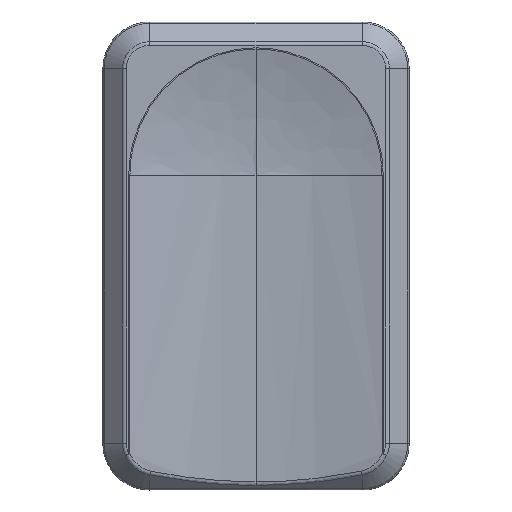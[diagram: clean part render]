
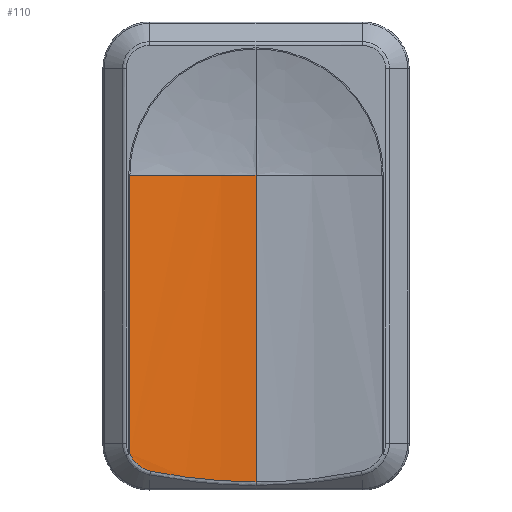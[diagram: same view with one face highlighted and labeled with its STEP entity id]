
A CAD part, top view. The second image highlights one B-rep face of the part: STEP entity #110.
In plain terms, the highlighted free-form (B-spline) face has degree [2, 1] with [3, 2] control points.
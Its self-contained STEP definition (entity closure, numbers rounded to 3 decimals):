
#110=ADVANCED_FACE('',(#204),#1376,.T.);
#204=FACE_OUTER_BOUND('',#301,.T.);
#301=EDGE_LOOP('',(#721,#722,#723,#724,#725));
#721=ORIENTED_EDGE('',*,*,#733,.F.);
#722=ORIENTED_EDGE('',*,*,#943,.T.);
#723=ORIENTED_EDGE('',*,*,#873,.F.);
#724=ORIENTED_EDGE('',*,*,#935,.T.);
#725=ORIENTED_EDGE('',*,*,#738,.F.);
#733=EDGE_CURVE('',#1160,#1162,#1056,.T.);
#738=EDGE_CURVE('',#1162,#1167,#1061,.T.);
#873=EDGE_CURVE('',#1267,#1265,#1115,.T.);
#935=EDGE_CURVE('',#1267,#1167,#1154,.T.);
#943=EDGE_CURVE('',#1160,#1265,#1157,.T.);
#1056=(
BOUNDED_CURVE()
B_SPLINE_CURVE(3,(#2073,#2074,#2075,#2076,#2077,#2078,#2079),
 .UNSPECIFIED.,.F.,.F.)
B_SPLINE_CURVE_WITH_KNOTS((4,3,4),(-6.37,-2.618,
-0.037),.UNSPECIFIED.)
CURVE()
GEOMETRIC_REPRESENTATION_ITEM()
RATIONAL_B_SPLINE_CURVE((1.,1.,1.,1.,1.,1.,1.))
REPRESENTATION_ITEM('')
);
#1061=(
BOUNDED_CURVE()
B_SPLINE_CURVE(3,(#2100,#2101,#2102,#2103,#2104),.UNSPECIFIED.,.F.,.F.)
B_SPLINE_CURVE_WITH_KNOTS((4,1,4),(-0.037,0.811,
1.656),.UNSPECIFIED.)
CURVE()
GEOMETRIC_REPRESENTATION_ITEM()
RATIONAL_B_SPLINE_CURVE((1.,1.,1.,1.,1.))
REPRESENTATION_ITEM('')
);
#1115=(
BOUNDED_CURVE()
B_SPLINE_CURVE(2,(#2510,#2511,#2512),.UNSPECIFIED.,.F.,.F.)
B_SPLINE_CURVE_WITH_KNOTS((3,3),(0.092,7.517),
 .UNSPECIFIED.)
CURVE()
GEOMETRIC_REPRESENTATION_ITEM()
RATIONAL_B_SPLINE_CURVE((1.,1.,1.))
REPRESENTATION_ITEM('')
);
#1154=(
BOUNDED_CURVE()
B_SPLINE_CURVE(1,(#2738,#2739),.UNSPECIFIED.,.F.,.F.)
B_SPLINE_CURVE_WITH_KNOTS((2,2),(0.,16.369),.UNSPECIFIED.)
CURVE()
GEOMETRIC_REPRESENTATION_ITEM()
RATIONAL_B_SPLINE_CURVE((1.,1.))
REPRESENTATION_ITEM('')
);
#1157=(
BOUNDED_CURVE()
B_SPLINE_CURVE(1,(#2766,#2767),.UNSPECIFIED.,.F.,.F.)
B_SPLINE_CURVE_WITH_KNOTS((2,2),(0.124,18.15),
 .UNSPECIFIED.)
CURVE()
GEOMETRIC_REPRESENTATION_ITEM()
RATIONAL_B_SPLINE_CURVE((1.,1.))
REPRESENTATION_ITEM('')
);
#1160=VERTEX_POINT('',#1939);
#1162=VERTEX_POINT('',#1941);
#1167=VERTEX_POINT('',#1946);
#1265=VERTEX_POINT('',#2044);
#1267=VERTEX_POINT('',#2046);
#1376=(
BOUNDED_SURFACE()
B_SPLINE_SURFACE(2,1,((#1926,#1927),(#1928,#1929),(#1930,#1931)),
 .UNSPECIFIED.,.F.,.F.,.F.)
B_SPLINE_SURFACE_WITH_KNOTS((3,3),(2,2),(0.,7.514),(0.,20.804),
 .UNSPECIFIED.)
GEOMETRIC_REPRESENTATION_ITEM()
RATIONAL_B_SPLINE_SURFACE(((1.,1.),(1.,1.),(1.,1.)))
REPRESENTATION_ITEM('')
SURFACE()
);
#1926=CARTESIAN_POINT('',(-1.169,24.048,9.442));
#1927=CARTESIAN_POINT('',(-1.169,44.853,9.442));
#1928=CARTESIAN_POINT('',(2.535,24.048,8.55));
#1929=CARTESIAN_POINT('',(2.535,44.853,8.55));
#1930=CARTESIAN_POINT('',(6.24,24.048,8.55));
#1931=CARTESIAN_POINT('',(6.24,44.853,8.55));
#1939=CARTESIAN_POINT('',(6.24,26.827,8.55));
#1941=CARTESIAN_POINT('',(0.049,27.455,9.173));
#1946=CARTESIAN_POINT('',(-1.169,28.484,9.442));
#2044=CARTESIAN_POINT('',(6.24,44.853,8.55));
#2046=CARTESIAN_POINT('',(-1.169,44.853,9.442));
#2073=CARTESIAN_POINT('',(6.24,26.827,8.55));
#2074=CARTESIAN_POINT('',(5.001,26.827,8.55));
#2075=CARTESIAN_POINT('',(3.763,26.903,8.625));
#2076=CARTESIAN_POINT('',(2.542,27.051,8.772));
#2077=CARTESIAN_POINT('',(1.701,27.153,8.873));
#2078=CARTESIAN_POINT('',(0.869,27.289,9.008));
#2079=CARTESIAN_POINT('',(0.049,27.455,9.173));
#2100=CARTESIAN_POINT('',(0.049,27.455,9.173));
#2101=CARTESIAN_POINT('',(-0.221,27.51,9.227));
#2102=CARTESIAN_POINT('',(-0.73,27.757,9.337));
#2103=CARTESIAN_POINT('',(-1.067,28.223,9.417));
#2104=CARTESIAN_POINT('',(-1.169,28.484,9.442));
#2510=CARTESIAN_POINT('',(-1.169,44.853,9.442));
#2511=CARTESIAN_POINT('',(2.535,44.853,8.55));
#2512=CARTESIAN_POINT('',(6.24,44.853,8.55));
#2738=CARTESIAN_POINT('',(-1.169,44.853,9.442));
#2739=CARTESIAN_POINT('',(-1.169,28.484,9.442));
#2766=CARTESIAN_POINT('',(6.24,26.827,8.55));
#2767=CARTESIAN_POINT('',(6.24,44.853,8.55));
